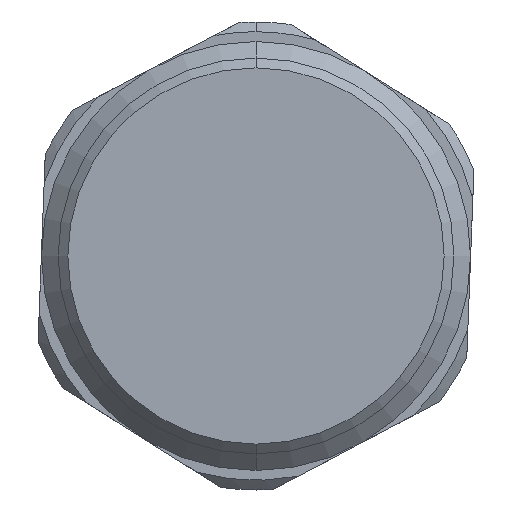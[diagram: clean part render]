
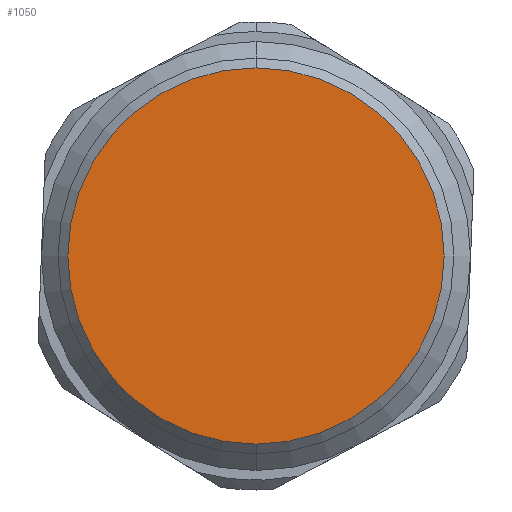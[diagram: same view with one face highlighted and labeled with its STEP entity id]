
A CAD part, front view. The second image highlights one B-rep face of the part: STEP entity #1050.
In plain terms, the highlighted planar face has unit normal (0, -1, 0).
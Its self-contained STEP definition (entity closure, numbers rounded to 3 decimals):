
#233 = PLANE ( 'NONE',  #762 ) ;
#275 = CARTESIAN_POINT ( 'NONE',  ( 0., 0., 0. ) ) ;
#370 = DIRECTION ( 'NONE',  ( 0., 0., 1. ) ) ;
#376 = DIRECTION ( 'NONE',  ( 0., 1., 0. ) ) ;
#449 = DIRECTION ( 'NONE',  ( 0., 0., 1. ) ) ;
#543 = DIRECTION ( 'NONE',  ( 0., 0., 1. ) ) ;
#550 = CARTESIAN_POINT ( 'NONE',  ( 0., 0., 0. ) ) ;
#564 = DIRECTION ( 'NONE',  ( 0., -1., 0. ) ) ;
#590 = DIRECTION ( 'NONE',  ( 0., -1., 0. ) ) ;
#603 = CARTESIAN_POINT ( 'NONE',  ( 0., 0., 0. ) ) ;
#756 = AXIS2_PLACEMENT_3D ( 'NONE', #275, #590, #370 ) ;
#762 = AXIS2_PLACEMENT_3D ( 'NONE', #550, #376, #449 ) ;
#801 = AXIS2_PLACEMENT_3D ( 'NONE', #603, #564, #543 ) ;
#897 = FACE_OUTER_BOUND ( 'NONE', #1433, .T. ) ;
#989 = EDGE_CURVE ( 'NONE', #1277, #1262, #1114, .T. ) ;
#1027 = EDGE_CURVE ( 'NONE', #1262, #1277, #1123, .T. ) ;
#1050 = ADVANCED_FACE ( 'NONE', ( #897 ), #233, .F. ) ;
#1114 = CIRCLE ( 'NONE', #801, 9.65 ) ;
#1123 = CIRCLE ( 'NONE', #756, 9.65 ) ;
#1262 = VERTEX_POINT ( 'NONE', #1566 ) ;
#1277 = VERTEX_POINT ( 'NONE', #1563 ) ;
#1408 = ORIENTED_EDGE ( 'NONE', *, *, #1027, .T. ) ;
#1419 = ORIENTED_EDGE ( 'NONE', *, *, #989, .T. ) ;
#1433 = EDGE_LOOP ( 'NONE', ( #1408, #1419 ) ) ;
#1563 = CARTESIAN_POINT ( 'NONE',  ( 0., 0., -9.65 ) ) ;
#1566 = CARTESIAN_POINT ( 'NONE',  ( 0., 0., 9.65 ) ) ;
